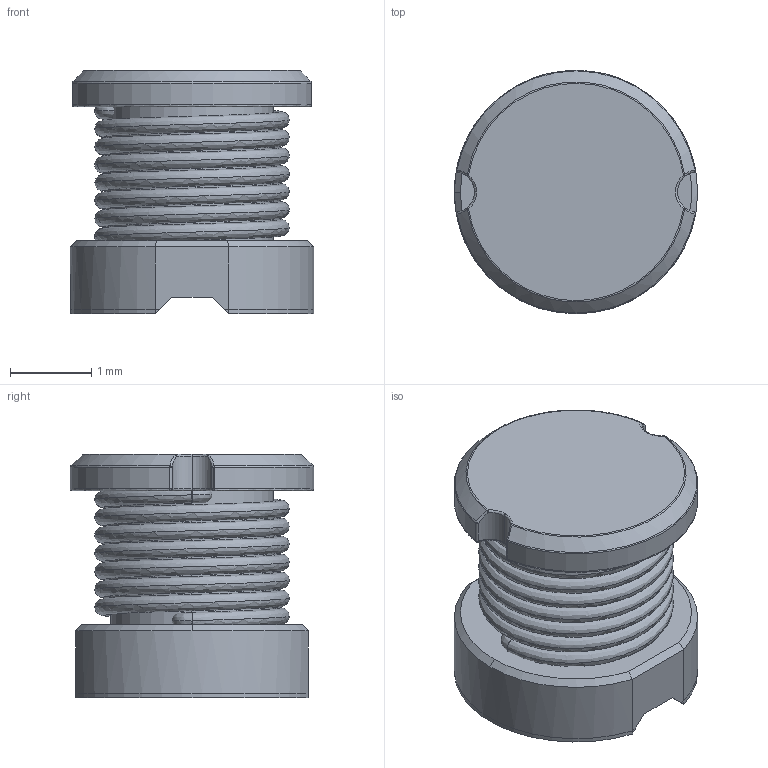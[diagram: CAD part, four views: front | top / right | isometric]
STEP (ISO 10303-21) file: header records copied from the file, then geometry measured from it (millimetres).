
FILE_DESCRIPTION (( 'STEP AP214' ), '1' );
FILE_NAME ('User Library-SDR0302.STEP', '2016-07-15T14:40:34', ( 'Windows User' ), ( '' ), 'SwSTEP 2.0', 'SolidWorks 2016', '' );
FILE_SCHEMA (( 'AUTOMOTIVE_DESIGN' ));
Length unit declared in the file: centimetre
Products named in the file (8): User Library-SDR0302_BODY_BOT; User Library-SDR0302; User Library-SDR0302_LEADS; User Library-SDR0302_BODY_MID; User Library-SDR0302_COIL; User Library-SDR0302_BODY_TOP; User Library-SDR0302_COIL-END; User Library-SDR0302_COIL_BASE
Assembly tree (8 placements, depth 3):
  User Library-SDR0302
    User Library-SDR0302_BODY_BOT
    User Library-SDR0302_BODY_MID
    User Library-SDR0302_BODY_TOP
    User Library-SDR0302_LEADS
    User Library-SDR0302_COIL
      User Library-SDR0302_COIL_BASE
      User Library-SDR0302_COIL-END  x2
Bounding box: 3 x 3 x 3 mm (x, y, z)
Volume: 15.6 mm3; surface area: 96.7 mm2
Topology: 8 solids, 8 shells, 92 faces, 190 edges, 106 vertices
Faces by surface type: bspline 34, plane 30, cylinder 23, cone 5
Entity records: 9630 total; most frequent: CARTESIAN_POINT 6744, DIRECTION 340, ORIENTED_EDGE 340, EDGE_CURVE 170, AXIS2_PLACEMENT_3D 142, UNCERTAINTY_MEASURE_WITH_UNIT 107, SURFACE_STYLE_FILL_AREA 99, PRESENTATION_LAYER_ASSIGNMENT 99
